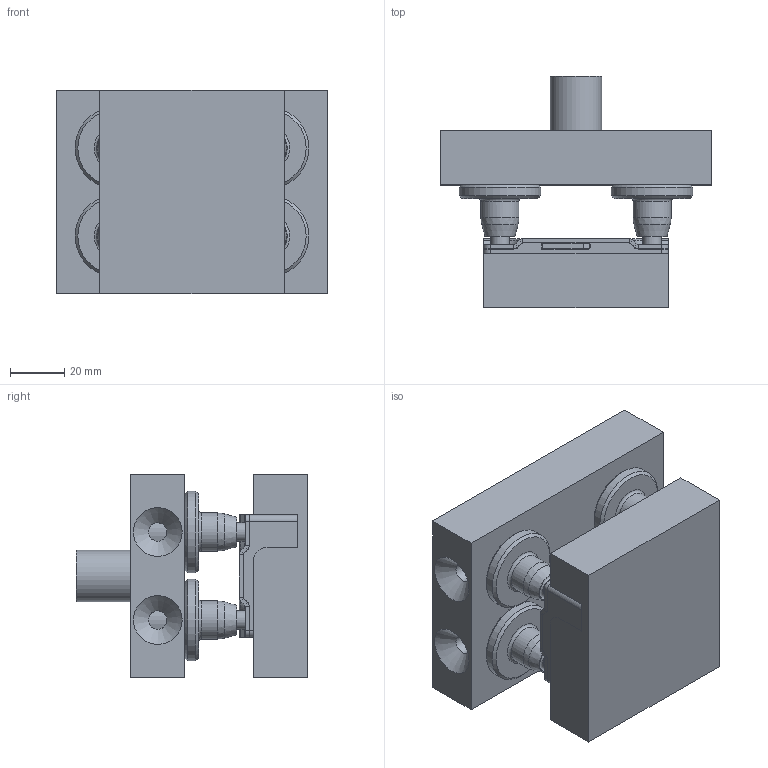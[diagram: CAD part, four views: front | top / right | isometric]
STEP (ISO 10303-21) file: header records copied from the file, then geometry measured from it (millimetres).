
FILE_DESCRIPTION(/* description */ (''),/* implementation_level */ '2;1');
FILE_NAME(/* name */ '2042160_asm v1.step',/* time_stamp */ '2023-06-02T08:41:58+10:00',/* author */ (''),/* organization */ (''),/* preprocessor_version */ 'ST-DEVELOPER v19.2',/* originating_system */ 'Autodesk Translation Framework v12.4.0.73',/* authorisation */ '');
FILE_SCHEMA (('AUTOMOTIVE_DESIGN { 1 0 10303 214 3 1 1 }'));
Length unit declared in the file: millimetre
Products named in the file (10): 2042160_asm; 2042156; 2042154; 2042155; 2042403; 2042204; 2043267; 2043251_ASM; 2043250; 2043252
Assembly tree (12 placements, depth 3):
  2042160_asm
    2042156
    2042154
    2042155
    2042403
    2042204
    2043267
    2043251_ASM
      2043250
      2043252  x4
Bounding box: 100 x 85.2 x 75 mm (x, y, z)
Volume: 278495 mm3; surface area: 80865.1 mm2
Topology: 11 solids, 17 shells, 1092 faces, 2697 edges, 1672 vertices
Faces by surface type: plane 514, cylinder 290, bspline 102, torus 79, cone 75, sphere 32
Full cylindrical faces by diameter (mm): 2.8 x1, 3.2 x1, 3.53 x4, 4.6 x4, 5.7 x4, 6.8 x4, 6.95 x4, 7.1 x4, 9.5 x4, 10 x1, 10.1 x1, 11 x1, 11.1 x1, 14 x4, 19 x5, 19.1 x4, 30 x4
Entity records: 34514 total; most frequent: CARTESIAN_POINT 9666, ORIENTED_EDGE 5134, DIRECTION 5068, EDGE_CURVE 2571, AXIS2_PLACEMENT_3D 1715, LINE 1638, VECTOR 1638, VERTEX_POINT 1594
